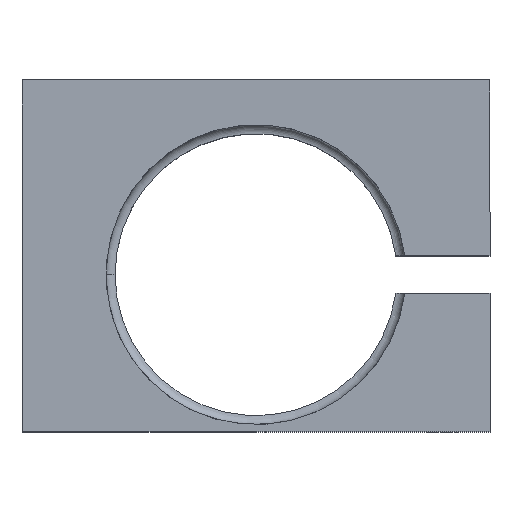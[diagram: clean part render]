
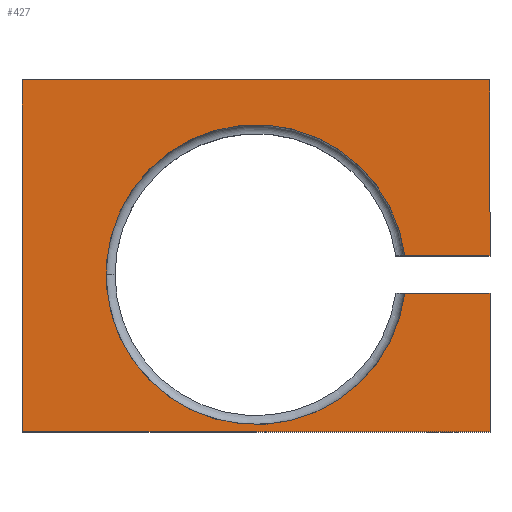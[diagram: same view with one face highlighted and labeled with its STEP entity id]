
A CAD part, top view. The second image highlights one B-rep face of the part: STEP entity #427.
In plain terms, the highlighted planar face has unit normal (0, 0, 1).
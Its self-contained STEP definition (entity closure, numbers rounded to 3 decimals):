
#16 = LINE ( 'NONE', #198, #103 ) ;
#84 = VERTEX_POINT ( 'NONE', #435 ) ;
#85 = VERTEX_POINT ( 'NONE', #414 ) ;
#98 = VERTEX_POINT ( 'NONE', #256 ) ;
#101 = VECTOR ( 'NONE', #131, 1000. ) ;
#103 = VECTOR ( 'NONE', #148, 1000. ) ;
#127 = LINE ( 'NONE', #176, #101 ) ;
#131 = DIRECTION ( 'NONE',  ( 0., 1., 0. ) ) ;
#148 = DIRECTION ( 'NONE',  ( 1., 0., 0. ) ) ;
#166 = ORIENTED_EDGE ( 'NONE', *, *, #410, .T. ) ;
#176 = CARTESIAN_POINT ( 'NONE',  ( 62.5, 52., 30. ) ) ;
#182 = CARTESIAN_POINT ( 'NONE',  ( -62.5, -42., 30. ) ) ;
#183 = ORIENTED_EDGE ( 'NONE', *, *, #366, .F. ) ;
#189 = CARTESIAN_POINT ( 'NONE',  ( 62.5, -5., 30. ) ) ;
#198 = CARTESIAN_POINT ( 'NONE',  ( -62.5, -42., 30. ) ) ;
#252 = VERTEX_POINT ( 'NONE', #303 ) ;
#256 = CARTESIAN_POINT ( 'NONE',  ( 62.5, 5., 30. ) ) ;
#288 = AXIS2_PLACEMENT_3D ( 'NONE', #645, #613, #522 ) ;
#290 = ORIENTED_EDGE ( 'NONE', *, *, #342, .T. ) ;
#293 = CARTESIAN_POINT ( 'NONE',  ( -62.5, 52., 30. ) ) ;
#298 = VECTOR ( 'NONE', #493, 1000. ) ;
#303 = CARTESIAN_POINT ( 'NONE',  ( 39.737, 5., 30. ) ) ;
#313 = VECTOR ( 'NONE', #757, 1000. ) ;
#342 = EDGE_CURVE ( 'NONE', #84, #823, #586, .T. ) ;
#348 = CARTESIAN_POINT ( 'NONE',  ( 62.5, 52., 30. ) ) ;
#357 = VECTOR ( 'NONE', #472, 1000. ) ;
#359 = ORIENTED_EDGE ( 'NONE', *, *, #417, .T. ) ;
#363 = LINE ( 'NONE', #452, #313 ) ;
#366 = EDGE_CURVE ( 'NONE', #252, #85, #619, .T. ) ;
#372 = LINE ( 'NONE', #474, #357 ) ;
#393 = EDGE_CURVE ( 'NONE', #507, #796, #477, .T. ) ;
#397 = LINE ( 'NONE', #609, #298 ) ;
#408 = CARTESIAN_POINT ( 'NONE',  ( 0., 0., 30. ) ) ;
#410 = EDGE_CURVE ( 'NONE', #796, #85, #372, .T. ) ;
#414 = CARTESIAN_POINT ( 'NONE',  ( 39.737, -5., 30. ) ) ;
#417 = EDGE_CURVE ( 'NONE', #252, #98, #363, .T. ) ;
#420 = FACE_OUTER_BOUND ( 'NONE', #644, .T. ) ;
#427 = ADVANCED_FACE ( 'NONE', ( #420 ), #607, .T. ) ;
#429 = ORIENTED_EDGE ( 'NONE', *, *, #831, .T. ) ;
#435 = CARTESIAN_POINT ( 'NONE',  ( -62.5, 52., 30. ) ) ;
#445 = DIRECTION ( 'NONE',  ( 0., 0., 1. ) ) ;
#452 = CARTESIAN_POINT ( 'NONE',  ( 37.317, 5., 30. ) ) ;
#457 = VECTOR ( 'NONE', #556, 1000. ) ;
#471 = EDGE_CURVE ( 'NONE', #653, #84, #397, .T. ) ;
#472 = DIRECTION ( 'NONE',  ( -1., 0., 0. ) ) ;
#474 = CARTESIAN_POINT ( 'NONE',  ( 37.317, -5., 30. ) ) ;
#477 = LINE ( 'NONE', #705, #457 ) ;
#479 = DIRECTION ( 'NONE',  ( 1., 0., 0. ) ) ;
#493 = DIRECTION ( 'NONE',  ( -1., 0., 0. ) ) ;
#507 = VERTEX_POINT ( 'NONE', #632 ) ;
#522 = DIRECTION ( 'NONE',  ( 1., 0., 0. ) ) ;
#555 = EDGE_CURVE ( 'NONE', #98, #653, #127, .T. ) ;
#556 = DIRECTION ( 'NONE',  ( 0., 1., 0. ) ) ;
#577 = VECTOR ( 'NONE', #908, 1000. ) ;
#586 = LINE ( 'NONE', #293, #577 ) ;
#607 = PLANE ( 'NONE',  #878 ) ;
#609 = CARTESIAN_POINT ( 'NONE',  ( -62.5, 52., 30. ) ) ;
#613 = DIRECTION ( 'NONE',  ( 0., 0., 1. ) ) ;
#619 = CIRCLE ( 'NONE', #288, 40.05 ) ;
#632 = CARTESIAN_POINT ( 'NONE',  ( 62.5, -42., 30. ) ) ;
#644 = EDGE_LOOP ( 'NONE', ( #183, #359, #814, #886, #290, #429, #810, #166 ) ) ;
#645 = CARTESIAN_POINT ( 'NONE',  ( 0., 0., 30. ) ) ;
#653 = VERTEX_POINT ( 'NONE', #348 ) ;
#705 = CARTESIAN_POINT ( 'NONE',  ( 62.5, -5., 30. ) ) ;
#757 = DIRECTION ( 'NONE',  ( 1., 0., 0. ) ) ;
#796 = VERTEX_POINT ( 'NONE', #189 ) ;
#810 = ORIENTED_EDGE ( 'NONE', *, *, #393, .T. ) ;
#814 = ORIENTED_EDGE ( 'NONE', *, *, #555, .T. ) ;
#823 = VERTEX_POINT ( 'NONE', #182 ) ;
#831 = EDGE_CURVE ( 'NONE', #823, #507, #16, .T. ) ;
#878 = AXIS2_PLACEMENT_3D ( 'NONE', #408, #445, #479 ) ;
#886 = ORIENTED_EDGE ( 'NONE', *, *, #471, .T. ) ;
#908 = DIRECTION ( 'NONE',  ( 0., -1., 0. ) ) ;
